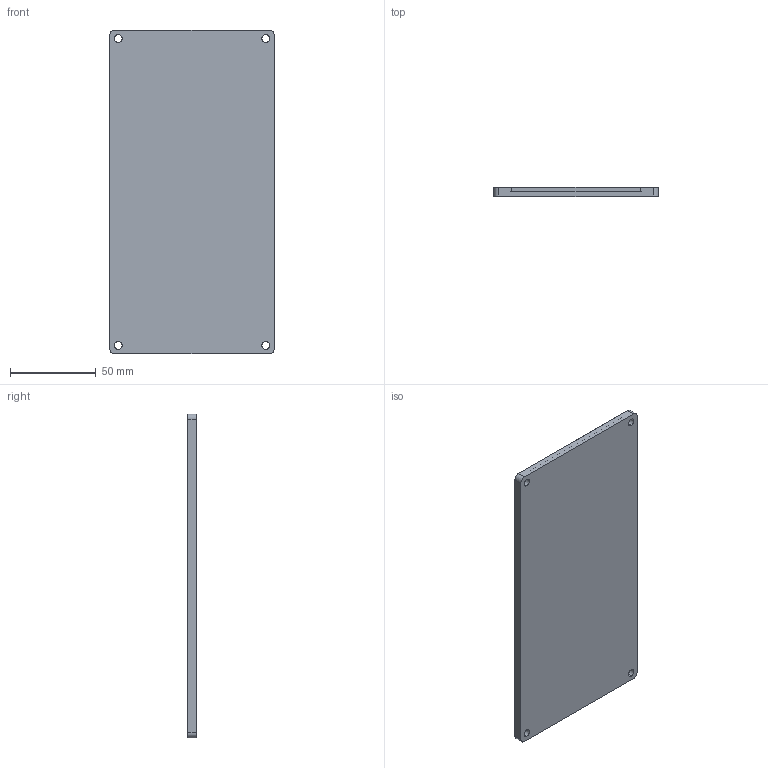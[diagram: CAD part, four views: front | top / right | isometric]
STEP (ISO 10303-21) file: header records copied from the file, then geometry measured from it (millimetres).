
FILE_DESCRIPTION((''),'2;1');
FILE_NAME('02_LID','2026-02-20T21:59:45',('Samuel'),(''),'CREO PARAMETRIC BY PTC INC, 2023073','CREO PARAMETRIC BY PTC INC, 2023073','');
FILE_SCHEMA(('CONFIG_CONTROL_DESIGN'));
Length unit declared in the file: millimetre
Products named in the file (1): 02_LID
Bounding box: 96 x 5 x 189 mm (x, y, z)
Volume: 39882.6 mm3; surface area: 43563.9 mm2
Topology: 1 solids, 1 shells, 93 faces, 264 edges, 176 vertices
Faces by surface type: cylinder 48, plane 45
Entity records: 3108 total; most frequent: DIRECTION 546, CARTESIAN_POINT 533, ORIENTED_EDGE 528, EDGE_CURVE 264, AXIS2_PLACEMENT_3D 189, VERTEX_POINT 176, VECTOR 168, LINE 168
